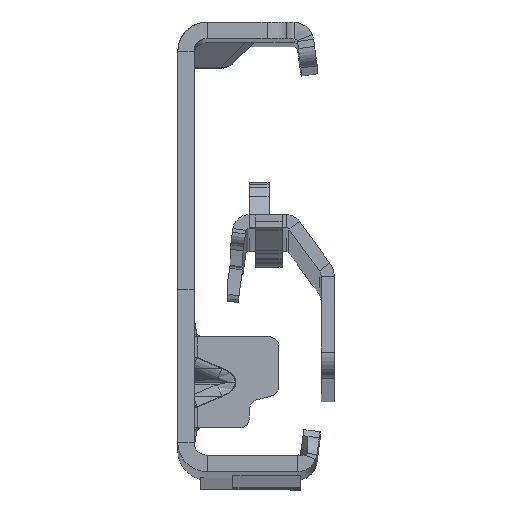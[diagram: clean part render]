
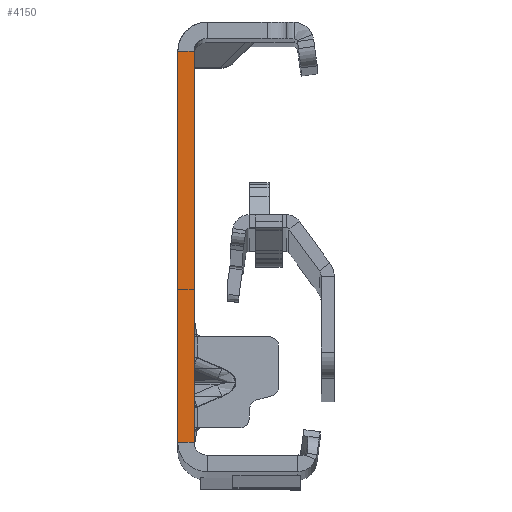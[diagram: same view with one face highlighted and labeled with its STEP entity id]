
A CAD part, top view. The second image highlights one B-rep face of the part: STEP entity #4150.
In plain terms, the highlighted planar face has unit normal (0, 0, 1).
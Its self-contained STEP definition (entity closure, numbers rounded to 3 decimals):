
#818 = DIRECTION ( 'NONE',  ( 0., -1., 0. ) ) ;
#3508 = CARTESIAN_POINT ( 'NONE',  ( -2.5, 30., 0. ) ) ;
#4150 = ADVANCED_FACE ( 'NONE', ( #37590 ), #28430, .T. ) ;
#4737 = VERTEX_POINT ( 'NONE', #41663 ) ;
#5798 = EDGE_LOOP ( 'NONE', ( #25873, #5875, #37837, #11980 ) ) ;
#5875 = ORIENTED_EDGE ( 'NONE', *, *, #48055, .T. ) ;
#7760 = VECTOR ( 'NONE', #42030, 1000. ) ;
#9039 = EDGE_CURVE ( 'NONE', #4737, #25748, #11775, .T. ) ;
#11775 = LINE ( 'NONE', #34436, #29777 ) ;
#11980 = ORIENTED_EDGE ( 'NONE', *, *, #28351, .F. ) ;
#13351 = VECTOR ( 'NONE', #30382, 1000. ) ;
#14182 = DIRECTION ( 'NONE',  ( 1., 0., 0. ) ) ;
#15597 = EDGE_CURVE ( 'NONE', #30804, #33300, #43704, .T. ) ;
#19134 = CARTESIAN_POINT ( 'NONE',  ( 0., 30., 0. ) ) ;
#20105 = CARTESIAN_POINT ( 'NONE',  ( -2.5, -32., 0. ) ) ;
#20713 = CARTESIAN_POINT ( 'NONE',  ( -2.5, -32., 0. ) ) ;
#20918 = CARTESIAN_POINT ( 'NONE',  ( -2.5, -30., 0. ) ) ;
#22671 = CARTESIAN_POINT ( 'NONE',  ( 0., -30., 0. ) ) ;
#24469 = DIRECTION ( 'NONE',  ( 0., 0., 1. ) ) ;
#25748 = VERTEX_POINT ( 'NONE', #27621 ) ;
#25873 = ORIENTED_EDGE ( 'NONE', *, *, #9039, .F. ) ;
#27621 = CARTESIAN_POINT ( 'NONE',  ( 0., -30., 0. ) ) ;
#28351 = EDGE_CURVE ( 'NONE', #25748, #33300, #41579, .T. ) ;
#28430 = PLANE ( 'NONE',  #47917 ) ;
#28772 = DIRECTION ( 'NONE',  ( 0., -1., 0. ) ) ;
#29777 = VECTOR ( 'NONE', #818, 1000. ) ;
#30382 = DIRECTION ( 'NONE',  ( -1., 0., 0. ) ) ;
#30804 = VERTEX_POINT ( 'NONE', #3508 ) ;
#31066 = LINE ( 'NONE', #19134, #7760 ) ;
#33300 = VERTEX_POINT ( 'NONE', #20918 ) ;
#34436 = CARTESIAN_POINT ( 'NONE',  ( 0., -32., 0. ) ) ;
#37590 = FACE_OUTER_BOUND ( 'NONE', #5798, .T. ) ;
#37837 = ORIENTED_EDGE ( 'NONE', *, *, #15597, .T. ) ;
#41579 = LINE ( 'NONE', #22671, #13351 ) ;
#41663 = CARTESIAN_POINT ( 'NONE',  ( 0., 30., 0. ) ) ;
#42030 = DIRECTION ( 'NONE',  ( -1., 0., 0. ) ) ;
#43684 = VECTOR ( 'NONE', #28772, 1000. ) ;
#43704 = LINE ( 'NONE', #20105, #43684 ) ;
#47917 = AXIS2_PLACEMENT_3D ( 'NONE', #20713, #24469, #14182 ) ;
#48055 = EDGE_CURVE ( 'NONE', #4737, #30804, #31066, .T. ) ;
